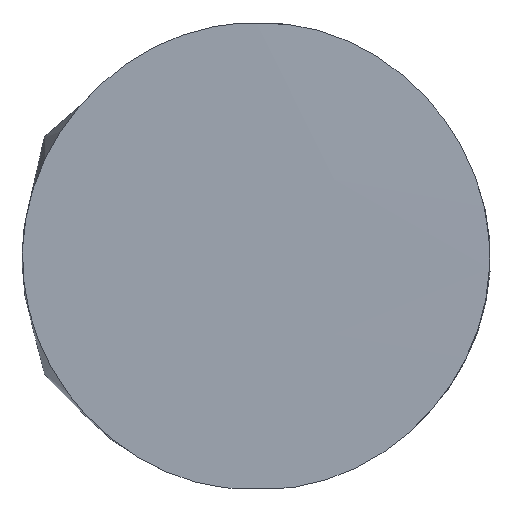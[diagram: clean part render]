
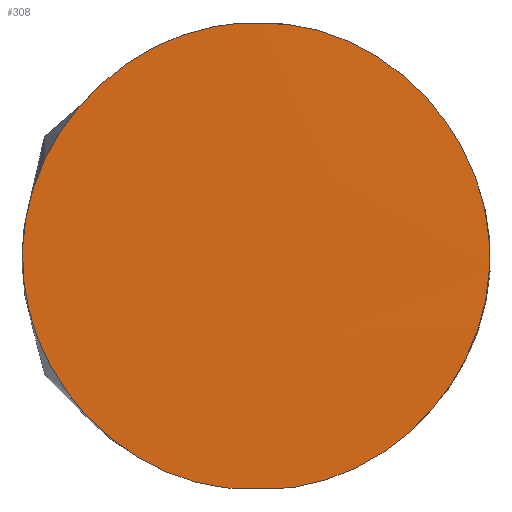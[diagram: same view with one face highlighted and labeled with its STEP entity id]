
A CAD part, front view. The second image highlights one B-rep face of the part: STEP entity #308.
In plain terms, the highlighted free-form (B-spline) face has degree [3, 3] with [4, 4] control points.
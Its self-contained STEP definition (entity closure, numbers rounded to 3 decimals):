
#35 = B_SPLINE_SURFACE_WITH_KNOTS('',3,3,(
    (#36,#37,#38,#39)
    ,(#40,#41,#42,#43)
    ,(#44,#45,#46,#47)
    ,(#48,#49,#50,#51
    )),.UNSPECIFIED.,.F.,.F.,.F.,(4,4),(4,4),(0.,1.),(0.,1.),
  .PIECEWISE_BEZIER_KNOTS.);
#36 = CARTESIAN_POINT('',(0.016,0.246,
    1.045));
#37 = CARTESIAN_POINT('',(0.024,0.073,
    1.036));
#38 = CARTESIAN_POINT('',(0.015,-0.09,
    1.038));
#39 = CARTESIAN_POINT('',(0.018,-0.258,
    1.036));
#40 = CARTESIAN_POINT('',(-1.373,0.249,1.097)
  );
#41 = CARTESIAN_POINT('',(-1.372,0.086,
    1.108));
#42 = CARTESIAN_POINT('',(-1.374,-0.091,
    1.096));
#43 = CARTESIAN_POINT('',(-1.37,-0.25,1.082
    ));
#44 = CARTESIAN_POINT('',(-1.356,0.248,-1.08
    ));
#45 = CARTESIAN_POINT('',(-1.379,0.085,
    -1.101));
#46 = CARTESIAN_POINT('',(-1.355,-0.077,
    -1.084));
#47 = CARTESIAN_POINT('',(-1.367,-0.245,
    -1.087));
#48 = CARTESIAN_POINT('',(0.017,0.256,
    -1.04));
#49 = CARTESIAN_POINT('',(0.026,0.089,
    -1.035));
#50 = CARTESIAN_POINT('',(0.014,-0.073,
    -1.045));
#51 = CARTESIAN_POINT('',(0.02,-0.242,
    -1.05));
#128 = VERTEX_POINT('',#129);
#129 = CARTESIAN_POINT('',(0.,-0.253,
    -0.995));
#144 = B_SPLINE_SURFACE_WITH_KNOTS('',3,3,(
    (#145,#146,#147,#148)
    ,(#149,#150,#151,#152)
    ,(#153,#154,#155,#156)
    ,(#157,#158,#159,#160
    )),.UNSPECIFIED.,.F.,.F.,.F.,(4,4),(4,4),(0.,1.),(0.,1.),
  .PIECEWISE_BEZIER_KNOTS.);
#145 = CARTESIAN_POINT('',(-0.006,0.266,
    -0.991));
#146 = CARTESIAN_POINT('',(-0.009,0.087,
    -0.994));
#147 = CARTESIAN_POINT('',(0.002,-0.074,
    -0.99));
#148 = CARTESIAN_POINT('',(-0.001,-0.259,
    -1.));
#149 = CARTESIAN_POINT('',(1.291,0.268,-1.019
    ));
#150 = CARTESIAN_POINT('',(1.301,0.085,
    -1.038));
#151 = CARTESIAN_POINT('',(1.286,-0.082,
    -1.02));
#152 = CARTESIAN_POINT('',(1.291,-0.245,
    -1.026));
#153 = CARTESIAN_POINT('',(1.298,0.249,1.027)
  );
#154 = CARTESIAN_POINT('',(1.308,0.1,1.039)
  );
#155 = CARTESIAN_POINT('',(1.302,-0.091,
    1.023));
#156 = CARTESIAN_POINT('',(1.306,-0.261,1.025
    ));
#157 = CARTESIAN_POINT('',(0.006,0.25,
    1.));
#158 = CARTESIAN_POINT('',(0.003,0.072,
    0.999));
#159 = CARTESIAN_POINT('',(0.002,-0.095,
    0.999));
#160 = CARTESIAN_POINT('',(-0.004,-0.267,
    0.988));
#169 = EDGE_CURVE('',#128,#170,#172,.T.);
#170 = VERTEX_POINT('',#171);
#171 = CARTESIAN_POINT('',(0.,-0.254,
    0.999));
#172 = SURFACE_CURVE('',#173,(#179,#189),.PCURVE_S1.);
#173 = B_SPLINE_CURVE_WITH_KNOTS('',4,(#174,#175,#176,#177,#178),
  .UNSPECIFIED.,.F.,.F.,(5,5),(0.,1.),.PIECEWISE_BEZIER_KNOTS.);
#174 = CARTESIAN_POINT('',(0.,-0.253,
    -0.995));
#175 = CARTESIAN_POINT('',(-0.766,-0.249,
    -1.046));
#176 = CARTESIAN_POINT('',(-1.657,-0.244,
    0.005));
#177 = CARTESIAN_POINT('',(-0.762,-0.256,
    1.032));
#178 = CARTESIAN_POINT('',(0.,-0.254,
    0.999));
#179 = PCURVE('',#35,#180);
#180 = DEFINITIONAL_REPRESENTATION('',(#181),#188);
#181 = B_SPLINE_CURVE_WITH_KNOTS('',5,(#182,#183,#184,#185,#186,#187),
  .UNSPECIFIED.,.F.,.F.,(6,6),(0.,1.),.PIECEWISE_BEZIER_KNOTS.);
#182 = CARTESIAN_POINT('',(0.995,1.018));
#183 = CARTESIAN_POINT('',(0.846,1.017));
#184 = CARTESIAN_POINT('',(0.533,0.978));
#185 = CARTESIAN_POINT('',(0.465,1.016));
#186 = CARTESIAN_POINT('',(0.152,1.005));
#187 = CARTESIAN_POINT('',(0.004,0.993));
#188 = ( GEOMETRIC_REPRESENTATION_CONTEXT(2) 
PARAMETRIC_REPRESENTATION_CONTEXT() REPRESENTATION_CONTEXT('2D SPACE',''
  ) );
#189 = PCURVE('',#190,#207);
#190 = B_SPLINE_SURFACE_WITH_KNOTS('',3,3,(
    (#191,#192,#193,#194)
    ,(#195,#196,#197,#198)
    ,(#199,#200,#201,#202)
    ,(#203,#204,#205,#206
    )),.UNSPECIFIED.,.F.,.F.,.F.,(4,4),(4,4),(0.,1.),(0.,1.),
  .PIECEWISE_BEZIER_KNOTS.);
#191 = CARTESIAN_POINT('',(-0.998,-0.251,
    -1.002));
#192 = CARTESIAN_POINT('',(-0.997,-0.253,
    -0.338));
#193 = CARTESIAN_POINT('',(-0.994,-0.249,0.331
    ));
#194 = CARTESIAN_POINT('',(-0.992,-0.25,
    0.996));
#195 = CARTESIAN_POINT('',(-0.339,-0.247,
    -0.999));
#196 = CARTESIAN_POINT('',(-0.334,-0.26,
    -0.323));
#197 = CARTESIAN_POINT('',(-0.325,-0.244,
    0.321));
#198 = CARTESIAN_POINT('',(-0.334,-0.255,0.995
    ));
#199 = CARTESIAN_POINT('',(0.329,-0.257,
    -0.991));
#200 = CARTESIAN_POINT('',(0.335,-0.254,
    -0.343));
#201 = CARTESIAN_POINT('',(0.329,-0.259,0.334
    ));
#202 = CARTESIAN_POINT('',(0.337,-0.251,0.987));
#203 = CARTESIAN_POINT('',(0.993,-0.254,
    -1.002));
#204 = CARTESIAN_POINT('',(0.989,-0.249,
    -0.332));
#205 = CARTESIAN_POINT('',(1.001,-0.251,0.332)
  );
#206 = CARTESIAN_POINT('',(0.994,-0.25,0.996
    ));
#207 = DEFINITIONAL_REPRESENTATION('',(#208),#214);
#208 = B_SPLINE_CURVE_WITH_KNOTS('',4,(#209,#210,#211,#212,#213),
  .UNSPECIFIED.,.F.,.F.,(5,5),(0.,1.),.PIECEWISE_BEZIER_KNOTS.);
#209 = CARTESIAN_POINT('',(0.502,0.001));
#210 = CARTESIAN_POINT('',(0.118,-0.023));
#211 = CARTESIAN_POINT('',(-0.335,0.505));
#212 = CARTESIAN_POINT('',(0.117,1.019));
#213 = CARTESIAN_POINT('',(0.499,1.003));
#214 = ( GEOMETRIC_REPRESENTATION_CONTEXT(2) 
PARAMETRIC_REPRESENTATION_CONTEXT() REPRESENTATION_CONTEXT('2D SPACE',''
  ) );
#246 = EDGE_CURVE('',#170,#128,#247,.T.);
#247 = SURFACE_CURVE('',#248,(#254,#266),.PCURVE_S1.);
#248 = B_SPLINE_CURVE_WITH_KNOTS('',4,(#249,#250,#251,#252,#253),
  .UNSPECIFIED.,.F.,.F.,(5,5),(0.,1.),.PIECEWISE_BEZIER_KNOTS.);
#249 = CARTESIAN_POINT('',(0.,-0.254,
    0.999));
#250 = CARTESIAN_POINT('',(0.769,-0.243,1.044
    ));
#251 = CARTESIAN_POINT('',(1.636,-0.257,
    0.002));
#252 = CARTESIAN_POINT('',(0.773,-0.255,
    -1.047));
#253 = CARTESIAN_POINT('',(0.,-0.253,
    -0.995));
#254 = PCURVE('',#144,#255);
#255 = DEFINITIONAL_REPRESENTATION('',(#256),#265);
#256 = B_SPLINE_CURVE_WITH_KNOTS('',7,(#257,#258,#259,#260,#261,#262,
    #263,#264),.UNSPECIFIED.,.F.,.F.,(8,8),(0.,1.),
  .PIECEWISE_BEZIER_KNOTS.);
#257 = CARTESIAN_POINT('',(0.999,0.974));
#258 = CARTESIAN_POINT('',(0.887,0.964));
#259 = CARTESIAN_POINT('',(0.756,0.99));
#260 = CARTESIAN_POINT('',(0.467,0.967));
#261 = CARTESIAN_POINT('',(0.528,1.03));
#262 = CARTESIAN_POINT('',(0.255,0.997));
#263 = CARTESIAN_POINT('',(0.115,1.001));
#264 = CARTESIAN_POINT('',(0.,0.99));
#265 = ( GEOMETRIC_REPRESENTATION_CONTEXT(2) 
PARAMETRIC_REPRESENTATION_CONTEXT() REPRESENTATION_CONTEXT('2D SPACE',''
  ) );
#266 = PCURVE('',#190,#267);
#267 = DEFINITIONAL_REPRESENTATION('',(#268),#275);
#268 = B_SPLINE_CURVE_WITH_KNOTS('',5,(#269,#270,#271,#272,#273,#274),
  .UNSPECIFIED.,.F.,.F.,(6,6),(0.,1.),.PIECEWISE_BEZIER_KNOTS.);
#269 = CARTESIAN_POINT('',(0.499,1.003));
#270 = CARTESIAN_POINT('',(0.808,1.022));
#271 = CARTESIAN_POINT('',(1.147,0.705));
#272 = CARTESIAN_POINT('',(1.15,0.295));
#273 = CARTESIAN_POINT('',(0.812,-0.021));
#274 = CARTESIAN_POINT('',(0.502,0.001));
#275 = ( GEOMETRIC_REPRESENTATION_CONTEXT(2) 
PARAMETRIC_REPRESENTATION_CONTEXT() REPRESENTATION_CONTEXT('2D SPACE',''
  ) );
#308 = ADVANCED_FACE('',(#309),#190,.T.);
#309 = FACE_BOUND('',#310,.F.);
#310 = EDGE_LOOP('',(#311,#312));
#311 = ORIENTED_EDGE('',*,*,#169,.T.);
#312 = ORIENTED_EDGE('',*,*,#246,.T.);
